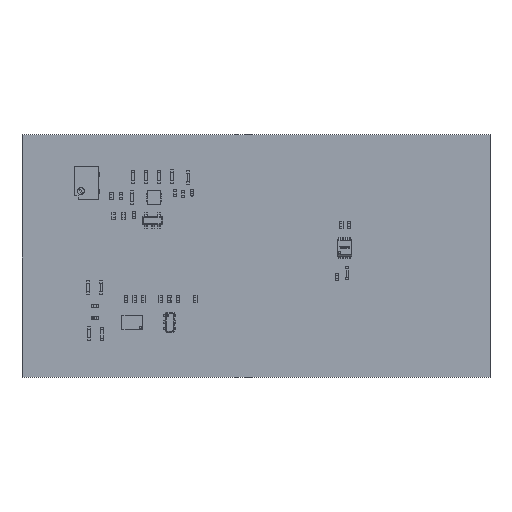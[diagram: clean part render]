
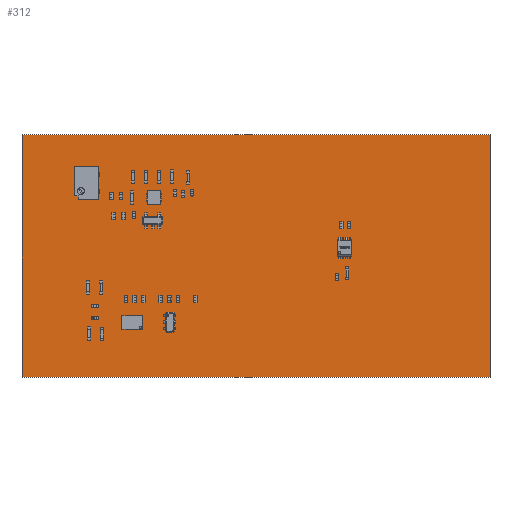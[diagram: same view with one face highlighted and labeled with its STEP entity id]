
A CAD part, top view. The second image highlights one B-rep face of the part: STEP entity #312.
In plain terms, the highlighted planar face has unit normal (0, 0, 1).
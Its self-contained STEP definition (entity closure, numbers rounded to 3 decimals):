
#183 = VERTEX_POINT('',#184);
#184 = CARTESIAN_POINT('',(-87.75,65.9,0.));
#190 = EDGE_CURVE('',#183,#191,#193,.T.);
#191 = VERTEX_POINT('',#192);
#192 = CARTESIAN_POINT('',(-87.75,101.46,0.));
#193 = LINE('',#194,#195);
#194 = CARTESIAN_POINT('',(-87.75,65.9,0.));
#195 = VECTOR('',#196,1.);
#196 = DIRECTION('',(0.,1.,0.));
#221 = EDGE_CURVE('',#191,#222,#224,.T.);
#222 = VERTEX_POINT('',#223);
#223 = CARTESIAN_POINT('',(-19.17,101.46,0.));
#224 = LINE('',#225,#226);
#225 = CARTESIAN_POINT('',(-87.75,101.46,0.));
#226 = VECTOR('',#227,1.);
#227 = DIRECTION('',(1.,0.,0.));
#252 = EDGE_CURVE('',#222,#253,#255,.T.);
#253 = VERTEX_POINT('',#254);
#254 = CARTESIAN_POINT('',(-19.17,65.9,0.));
#255 = LINE('',#256,#257);
#256 = CARTESIAN_POINT('',(-19.17,101.46,0.));
#257 = VECTOR('',#258,1.);
#258 = DIRECTION('',(0.,-1.,0.));
#283 = EDGE_CURVE('',#253,#183,#284,.T.);
#284 = LINE('',#285,#286);
#285 = CARTESIAN_POINT('',(-19.17,65.9,0.));
#286 = VECTOR('',#287,1.);
#287 = DIRECTION('',(-1.,0.,0.));
#312 = ADVANCED_FACE('',(#313),#319,.T.);
#313 = FACE_BOUND('',#314,.F.);
#314 = EDGE_LOOP('',(#315,#316,#317,#318));
#315 = ORIENTED_EDGE('',*,*,#190,.T.);
#316 = ORIENTED_EDGE('',*,*,#221,.T.);
#317 = ORIENTED_EDGE('',*,*,#252,.T.);
#318 = ORIENTED_EDGE('',*,*,#283,.T.);
#319 = PLANE('',#320);
#320 = AXIS2_PLACEMENT_3D('',#321,#322,#323);
#321 = CARTESIAN_POINT('',(-87.75,65.9,0.));
#322 = DIRECTION('',(0.,0.,1.));
#323 = DIRECTION('',(1.,0.,0.));
